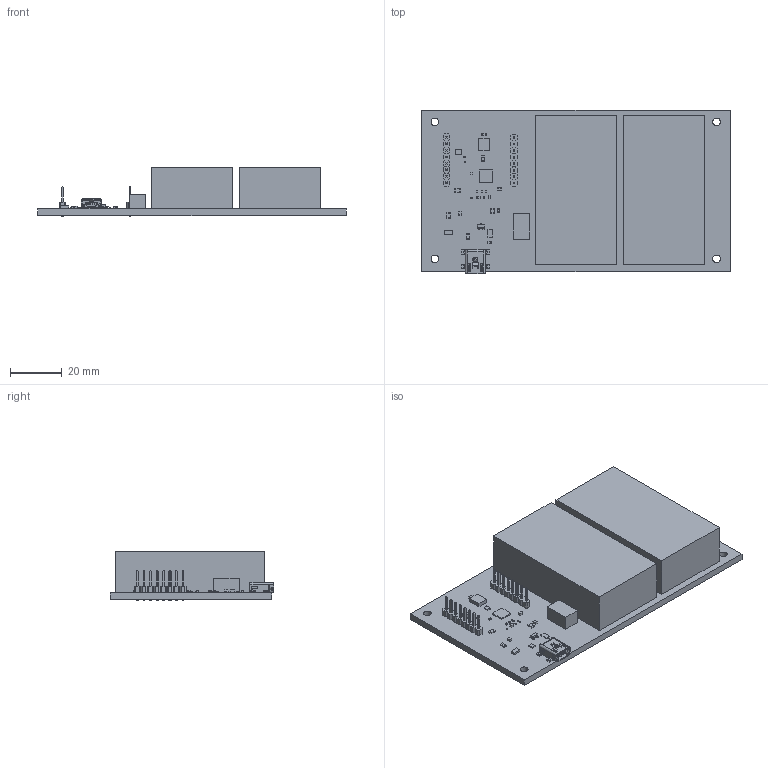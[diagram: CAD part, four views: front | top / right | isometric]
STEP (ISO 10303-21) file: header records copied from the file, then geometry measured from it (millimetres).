
FILE_DESCRIPTION(('Open CASCADE Model'),'2;1');
FILE_NAME('Open CASCADE Shape Model','2023-12-14T18:52:06',('Author'),( 'Open CASCADE'),'Open CASCADE STEP processor 6.8','Open CASCADE 6.8' ,'Unknown');
FILE_SCHEMA(('AUTOMOTIVE_DESIGN { 1 0 10303 214 1 1 1 1 }'));
Length unit declared in the file: millimetre
Products named in the file (83): PCB; BoardPCB3; Open CASCADE STEP translator 6.8 2.1.1; R4PCB3; 7564763088; Extruded; 7564766688; K1PCB3; 7564762288; C9PCB3; 7564295632; 7564295232; C10PCB3; R5PCB3; 7564766208; 7564766528; C6PCB3; 7564763888; 7564763568; Ñ12PCB3; 7564761088; 7564766768; Ñ11PCB3; Ñ7PCB3; 7564765328; 7564764848; Ñ3PCB3; XP2PCB3; PLS-3; PLS-3_RGB12240586; XP1PCB3; X2PCB3; 7564758048; X1PCB3; USB_mini_B; VT1PCB3; SOT-23-3; VD1PCB3; 7564294512; R6PCB3 ...
Assembly tree (132 placements, depth 4):
  PCB
    BoardPCB3
      Open CASCADE STEP translator 6.8 2.1.1
    R4PCB3
      7564763088
        Extruded
      7564766688  x2
        Extruded
    K1PCB3
      7564762288
        Extruded
    C9PCB3
      7564295632  x2
        Extruded
      7564295232
        Extruded
    C10PCB3
      7564295632  x2
        Extruded
      7564295232
        Extruded
    R5PCB3
      7564766208  x2
        Extruded
      7564766528
        Extruded
    C6PCB3
      7564763888
        Extruded
      7564763568  x2
        Extruded
    Ñ12PCB3
      7564761088  x2
        Extruded
      7564766768
        Extruded
    Ñ11PCB3
      7564761088  x2
        Extruded
      7564766768
        Extruded
    Ñ7PCB3
      7564765328  x2
        Extruded
      7564764848
        Extruded
    Ñ3PCB3
      7564763888
        Extruded
      7564763568  x2
        Extruded
    XP2PCB3
      PLS-3  x2
      PLS-3_RGB12240586
    XP1PCB3
      PLS-3  x2
      PLS-3_RGB12240586
    X2PCB3
      7564758048
        Extruded
Bounding box: 119.2 x 63.22 x 19 mm (x, y, z)
Volume: 79085.6 mm3; surface area: 31273 mm2
Topology: 78 solids, 78 shells, 1466 faces, 3413 edges, 2134 vertices
Faces by surface type: plane 1272, cylinder 156, bspline 36, sphere 2
Full cylindrical faces by diameter (mm): 0.762 x8, 0.9 x2, 1 x16, 3 x4
Entity records: 30790 total; most frequent: CARTESIAN_POINT 5239, DIRECTION 4325, ORIENTED_EDGE 4274, EDGE_CURVE 2137, LINE 1771, VECTOR 1771, VERTEX_POINT 1318, AXIS2_PLACEMENT_3D 1277
